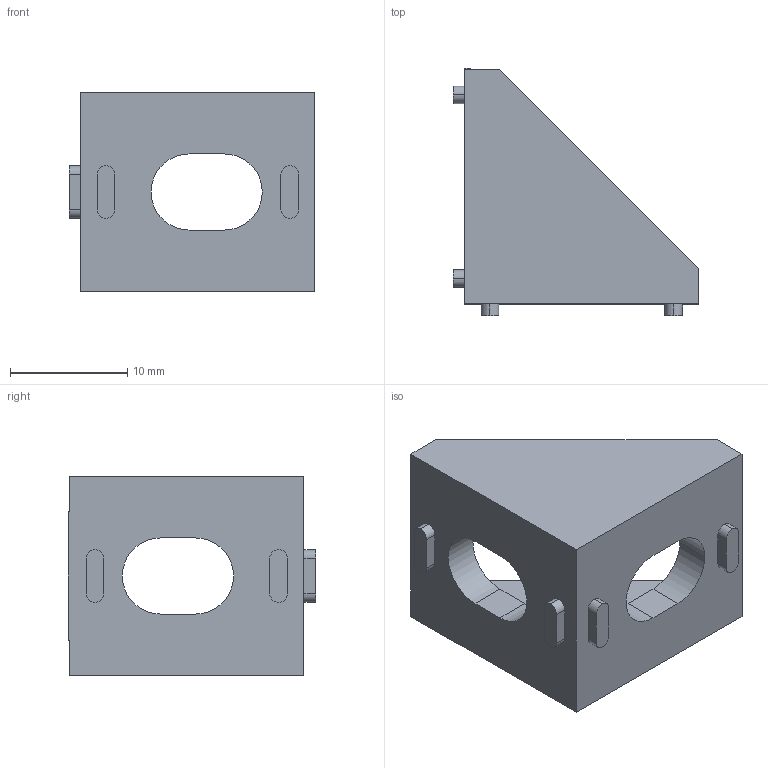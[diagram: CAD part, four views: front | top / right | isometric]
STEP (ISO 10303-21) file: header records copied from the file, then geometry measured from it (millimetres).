
FILE_DESCRIPTION (( 'STEP AP214' ), '1' );
FILE_NAME ('A575 Óãëîâîé àëþìèíèåâûé ñîåäèíèòåëü 20õ20 (÷åðíûé), ïàç 6.STEP', '2021-06-11T09:55:27', ( 'Windows User' ), ( '' ), 'SwSTEP 2.0', 'SolidWorks 2021', '' );
FILE_SCHEMA (( 'AUTOMOTIVE_DESIGN' ));
Length unit declared in the file: millimetre
Products named in the file (1): A575 Óãëîâîé àëþìèíèåâûé ñîåäèíèòåëü 20õ20 (÷åðíûé), ïàç 6
Bounding box: 21 x 21.1 x 17 mm (x, y, z)
Volume: 2245.2 mm3; surface area: 2110.2 mm2
Topology: 1 solids, 1 shells, 65 faces, 161 edges, 106 vertices
Faces by surface type: plane 36, cylinder 29
Entity records: 1983 total; most frequent: DIRECTION 351, CARTESIAN_POINT 333, ORIENTED_EDGE 322, EDGE_CURVE 161, AXIS2_PLACEMENT_3D 124, VERTEX_POINT 106, LINE 103, VECTOR 103
